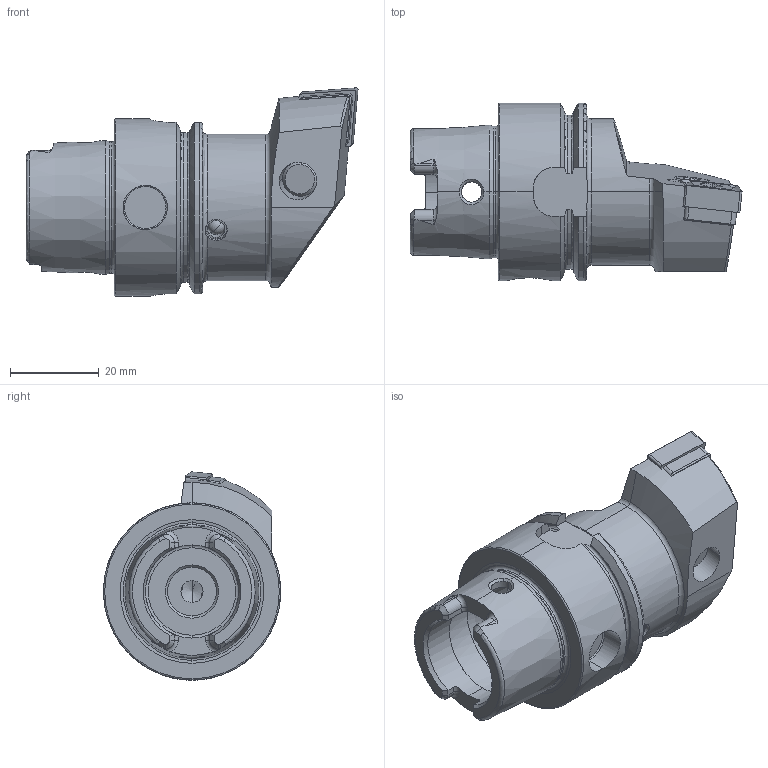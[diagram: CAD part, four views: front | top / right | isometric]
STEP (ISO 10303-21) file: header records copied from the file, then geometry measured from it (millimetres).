
FILE_DESCRIPTION (( 'STEP AP203' ), '1' );
FILE_NAME ('HA4-PCD.LLA.055.STEP', '2012-06-18T06:54:30', ( 'baer' ), ( 'Hewlett-Packard Company' ), 'SwSTEP 2.0', 'SolidWorks 2012', '' );
FILE_SCHEMA (( 'CONFIG_CONTROL_DESIGN' ));
Length unit declared in the file: millimetre
Products named in the file (8): HA4-PCD.LLA.055; WCD-ER4.101.017_A; WCD-ER3.101.000_A; WCD-ER1.101.000; KVT_MB_600_050; CNMG120404; WCD-ER2.101.003_A; HA4-PCD.LLA.055_A
Assembly tree (7 placements, depth 2):
  HA4-PCD.LLA.055
    HA4-PCD.LLA.055_A
    WCD-ER2.101.003_A
    CNMG120404
    KVT_MB_600_050
    WCD-ER1.101.000
    WCD-ER3.101.000_A
    WCD-ER4.101.017_A
Bounding box: 74.9 x 40 x 47 mm (x, y, z)
Volume: 44612 mm3; surface area: 16278.3 mm2
Topology: 8 solids, 8 shells, 393 faces, 1008 edges, 618 vertices
Faces by surface type: plane 124, cylinder 109, cone 98, torus 43, bspline 17, sphere 2
Entity records: 14266 total; most frequent: CARTESIAN_POINT 4312, ORIENTED_EDGE 1982, DIRECTION 1850, EDGE_CURVE 991, AXIS2_PLACEMENT_3D 719, VERTEX_POINT 615, LINE 412, VECTOR 412
